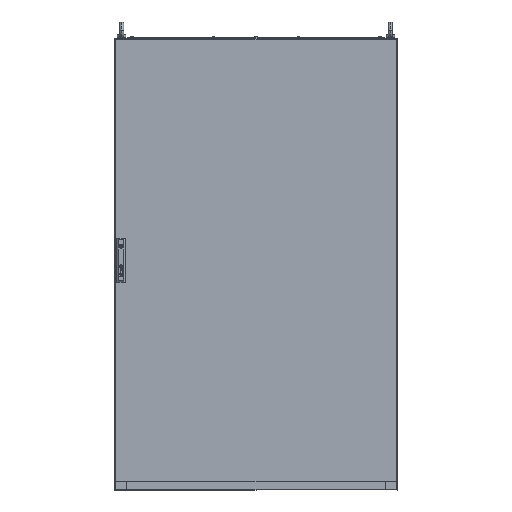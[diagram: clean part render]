
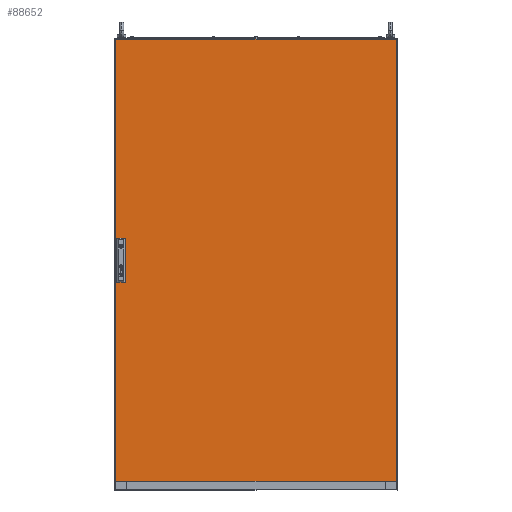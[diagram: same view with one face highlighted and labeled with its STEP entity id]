
A CAD part, top view. The second image highlights one B-rep face of the part: STEP entity #88652.
In plain terms, the highlighted planar face has unit normal (0, 0, 1).
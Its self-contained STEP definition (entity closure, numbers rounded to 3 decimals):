
#2739 = DIRECTION ( 'NONE',  ( 1., 0., 0. ) ) ;
#5297 = EDGE_CURVE ( 'NONE', #54667, #5672, #32753, .T. ) ;
#5672 = VERTEX_POINT ( 'NONE', #46761 ) ;
#6178 = ORIENTED_EDGE ( 'NONE', *, *, #161380, .F. ) ;
#6402 = CARTESIAN_POINT ( 'NONE',  ( -497., -770., 0. ) ) ;
#6457 = VERTEX_POINT ( 'NONE', #119047 ) ;
#6463 = DIRECTION ( 'NONE',  ( 0., 1., 0. ) ) ;
#7674 = VECTOR ( 'NONE', #177773, 1000. ) ;
#9368 = CARTESIAN_POINT ( 'NONE',  ( -465.7, 38.5, 0. ) ) ;
#11771 = VECTOR ( 'NONE', #30498, 1000. ) ;
#17283 = FACE_OUTER_BOUND ( 'NONE', #65786, .T. ) ;
#18578 = VERTEX_POINT ( 'NONE', #59023 ) ;
#20158 = FACE_BOUND ( 'NONE', #65232, .T. ) ;
#20857 = VECTOR ( 'NONE', #6463, 1000. ) ;
#22727 = CARTESIAN_POINT ( 'NONE',  ( -497., 797., 0. ) ) ;
#23924 = CARTESIAN_POINT ( 'NONE',  ( -490.7, 38.5, 0. ) ) ;
#28910 = LINE ( 'NONE', #148882, #7674 ) ;
#29338 = ORIENTED_EDGE ( 'NONE', *, *, #133280, .F. ) ;
#30498 = DIRECTION ( 'NONE',  ( 1., 0., 0. ) ) ;
#32753 = LINE ( 'NONE', #134536, #183462 ) ;
#34621 = FACE_BOUND ( 'NONE', #159413, .T. ) ;
#37550 = VECTOR ( 'NONE', #183159, 1000. ) ;
#38314 = CARTESIAN_POINT ( 'NONE',  ( -497., 797., 0. ) ) ;
#43545 = VERTEX_POINT ( 'NONE', #150703 ) ;
#45877 = ORIENTED_EDGE ( 'NONE', *, *, #148441, .F. ) ;
#46761 = CARTESIAN_POINT ( 'NONE',  ( -490.7, 88.5, 0. ) ) ;
#48110 = PLANE ( 'NONE',  #142075 ) ;
#48345 = LINE ( 'NONE', #23924, #53394 ) ;
#50771 = DIRECTION ( 'NONE',  ( 0., 1., 0. ) ) ;
#53394 = VECTOR ( 'NONE', #150068, 1000. ) ;
#54667 = VERTEX_POINT ( 'NONE', #84741 ) ;
#56496 = ORIENTED_EDGE ( 'NONE', *, *, #64869, .T. ) ;
#59023 = CARTESIAN_POINT ( 'NONE',  ( -465.7, 38.5, 0. ) ) ;
#59200 = VECTOR ( 'NONE', #89187, 1000. ) ;
#59375 = CARTESIAN_POINT ( 'NONE',  ( -465.7, -61.5, 0. ) ) ;
#61277 = LINE ( 'NONE', #64110, #20857 ) ;
#64110 = CARTESIAN_POINT ( 'NONE',  ( 497., 797., 0. ) ) ;
#64184 = CARTESIAN_POINT ( 'NONE',  ( -465.7, -11.5, 0. ) ) ;
#64869 = EDGE_CURVE ( 'NONE', #183555, #86809, #113926, .T. ) ;
#65232 = EDGE_LOOP ( 'NONE', ( #6178, #162384, #29338, #156452 ) ) ;
#65786 = EDGE_LOOP ( 'NONE', ( #167678, #112535, #142500, #56496 ) ) ;
#71237 = EDGE_CURVE ( 'NONE', #163593, #183555, #61277, .T. ) ;
#73951 = VECTOR ( 'NONE', #109730, 1000. ) ;
#75557 = CARTESIAN_POINT ( 'NONE',  ( 497., 797., 0. ) ) ;
#77648 = CARTESIAN_POINT ( 'NONE',  ( -490.7, -61.5, 0. ) ) ;
#77966 = DIRECTION ( 'NONE',  ( -1., 0., 0. ) ) ;
#78855 = CARTESIAN_POINT ( 'NONE',  ( 0., 0., 0. ) ) ;
#79587 = CARTESIAN_POINT ( 'NONE',  ( -465.7, 38.5, 0. ) ) ;
#80991 = CARTESIAN_POINT ( 'NONE',  ( -465.7, -11.5, 0. ) ) ;
#84741 = CARTESIAN_POINT ( 'NONE',  ( -465.7, 88.5, 0. ) ) ;
#86809 = VERTEX_POINT ( 'NONE', #38314 ) ;
#88652 = ADVANCED_FACE ( 'NONE', ( #20158, #34621, #17283 ), #48110, .T. ) ;
#89187 = DIRECTION ( 'NONE',  ( 0., -1., 0. ) ) ;
#91027 = DIRECTION ( 'NONE',  ( 1., 0., 0. ) ) ;
#93011 = LINE ( 'NONE', #77648, #59200 ) ;
#93894 = ORIENTED_EDGE ( 'NONE', *, *, #150962, .F. ) ;
#94199 = EDGE_CURVE ( 'NONE', #43545, #163593, #152359, .T. ) ;
#94457 = VECTOR ( 'NONE', #50771, 1000. ) ;
#96877 = LINE ( 'NONE', #9368, #94457 ) ;
#104760 = DIRECTION ( 'NONE',  ( 1., 0., 0. ) ) ;
#106442 = LINE ( 'NONE', #79587, #144159 ) ;
#109730 = DIRECTION ( 'NONE',  ( -1., 0., 0. ) ) ;
#112005 = CARTESIAN_POINT ( 'NONE',  ( 497., -770., 0. ) ) ;
#112296 = VECTOR ( 'NONE', #135360, 1000. ) ;
#112535 = ORIENTED_EDGE ( 'NONE', *, *, #94199, .T. ) ;
#113926 = LINE ( 'NONE', #22727, #37550 ) ;
#116066 = LINE ( 'NONE', #59375, #11771 ) ;
#117274 = ORIENTED_EDGE ( 'NONE', *, *, #186555, .F. ) ;
#119047 = CARTESIAN_POINT ( 'NONE',  ( -490.7, 38.5, 0. ) ) ;
#121704 = CARTESIAN_POINT ( 'NONE',  ( -465.7, -61.5, 0. ) ) ;
#121954 = CARTESIAN_POINT ( 'NONE',  ( -497., 797., 0. ) ) ;
#122163 = VERTEX_POINT ( 'NONE', #177392 ) ;
#122192 = VERTEX_POINT ( 'NONE', #161069 ) ;
#127020 = EDGE_CURVE ( 'NONE', #6457, #18578, #106442, .T. ) ;
#133280 = EDGE_CURVE ( 'NONE', #18578, #54667, #96877, .T. ) ;
#134536 = CARTESIAN_POINT ( 'NONE',  ( -465.7, 88.5, 0. ) ) ;
#135360 = DIRECTION ( 'NONE',  ( 0., -1., 0. ) ) ;
#142075 = AXIS2_PLACEMENT_3D ( 'NONE', #78855, #165206, #104760 ) ;
#142500 = ORIENTED_EDGE ( 'NONE', *, *, #71237, .T. ) ;
#144159 = VECTOR ( 'NONE', #2739, 1000. ) ;
#148441 = EDGE_CURVE ( 'NONE', #122163, #180430, #116066, .T. ) ;
#148882 = CARTESIAN_POINT ( 'NONE',  ( -465.7, -61.5, 0. ) ) ;
#150068 = DIRECTION ( 'NONE',  ( 0., -1., 0. ) ) ;
#150703 = CARTESIAN_POINT ( 'NONE',  ( -497., -770., 0. ) ) ;
#150962 = EDGE_CURVE ( 'NONE', #174114, #122192, #182757, .T. ) ;
#152359 = LINE ( 'NONE', #6402, #161726 ) ;
#156452 = ORIENTED_EDGE ( 'NONE', *, *, #127020, .F. ) ;
#159413 = EDGE_LOOP ( 'NONE', ( #183865, #93894, #117274, #45877 ) ) ;
#161069 = CARTESIAN_POINT ( 'NONE',  ( -490.7, -11.5, 0. ) ) ;
#161380 = EDGE_CURVE ( 'NONE', #5672, #6457, #48345, .T. ) ;
#161726 = VECTOR ( 'NONE', #91027, 1000. ) ;
#162384 = ORIENTED_EDGE ( 'NONE', *, *, #5297, .F. ) ;
#163262 = LINE ( 'NONE', #121954, #112296 ) ;
#163593 = VERTEX_POINT ( 'NONE', #112005 ) ;
#164206 = EDGE_CURVE ( 'NONE', #86809, #43545, #163262, .T. ) ;
#165206 = DIRECTION ( 'NONE',  ( 0., 0., 1. ) ) ;
#167678 = ORIENTED_EDGE ( 'NONE', *, *, #164206, .T. ) ;
#174114 = VERTEX_POINT ( 'NONE', #64184 ) ;
#177392 = CARTESIAN_POINT ( 'NONE',  ( -490.7, -61.5, 0. ) ) ;
#177773 = DIRECTION ( 'NONE',  ( 0., 1., 0. ) ) ;
#180430 = VERTEX_POINT ( 'NONE', #121704 ) ;
#181538 = EDGE_CURVE ( 'NONE', #122192, #122163, #93011, .T. ) ;
#182757 = LINE ( 'NONE', #80991, #73951 ) ;
#183159 = DIRECTION ( 'NONE',  ( -1., 0., 0. ) ) ;
#183462 = VECTOR ( 'NONE', #77966, 1000. ) ;
#183555 = VERTEX_POINT ( 'NONE', #75557 ) ;
#183865 = ORIENTED_EDGE ( 'NONE', *, *, #181538, .F. ) ;
#186555 = EDGE_CURVE ( 'NONE', #180430, #174114, #28910, .T. ) ;
